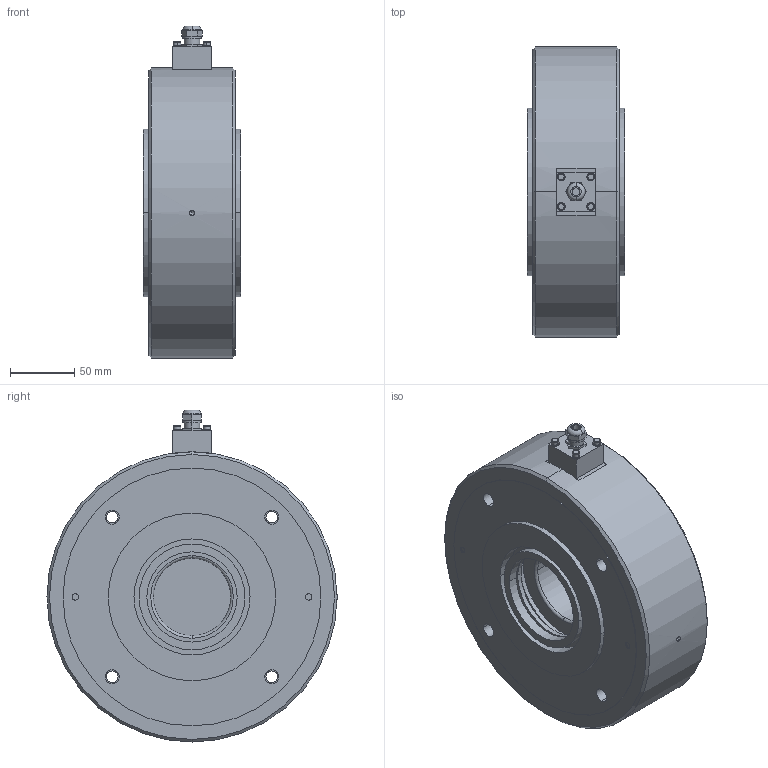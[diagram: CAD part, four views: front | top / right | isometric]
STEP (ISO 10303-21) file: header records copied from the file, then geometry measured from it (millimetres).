
FILE_DESCRIPTION((''),'2;1');
FILE_NAME('31101925_-.stp','2019-10-09T14:48:55',(''),(''),'Mechanical Desktop 2009','Mechanical Desktop 2009',', , ');
FILE_SCHEMA(('CONFIG_CONTROL_DESIGN'));
Length unit declared in the file: millimetre
Products named in the file (34): ZEICHNUNG3; L50036A; L4765504; TEIL1AAA; L49151A; TEIL1AA; I-6KT_SCHRAUBE_M6X60; I-6KT_SCHRAUBE_M6X60A; I-6KT_SCHRAUBE_M3X25A; I-6KT_SCHRAUBE_M3X25; FEDERRING_M3; FEDERRING_M3A; V_RING_V70A; V_RING_V70AA; SICHERUNGSRING_J110; L4340402; TEIL1; L49258A; TEIL1AAAA; PENDELKUGELLAGER_2212TVA; PENDELKUGELLAGER_2212TV; KABELVERSCHRAUBUNG_PG7A; KABELVERSCHRAUBUNG_PG7; L49083; TEIL1A; L50036; L49151; L49258; RM_SDB; L49026; TEIL1AAAAA; FLANSCHDOSE_14S-2P_4-POLIGA; FLANSCHDOSE_14S-2P_4-POLIG; RM_SDBA
Assembly tree (38 placements, depth 4):
  ZEICHNUNG3
    L50036A
      L4765504
        TEIL1AAA
      L49151A
        TEIL1AA
      I-6KT_SCHRAUBE_M6X60  x2
        I-6KT_SCHRAUBE_M6X60A
      I-6KT_SCHRAUBE_M3X25A  x4
        I-6KT_SCHRAUBE_M3X25
      FEDERRING_M3  x4
        FEDERRING_M3A
      V_RING_V70A
        V_RING_V70AA
      SICHERUNGSRING_J110
      L4340402  x2
        TEIL1
      L49258A
        TEIL1AAAA
      PENDELKUGELLAGER_2212TVA
        PENDELKUGELLAGER_2212TV
      KABELVERSCHRAUBUNG_PG7A
        KABELVERSCHRAUBUNG_PG7
      L49083
        TEIL1A
    L50036
      L49151
      L49258
    RM_SDB  x3
  L49026
  TEIL1AAAAA
  FLANSCHDOSE_14S-2P_4-POLIGA
  FLANSCHDOSE_14S-2P_4-POLIG
Bounding box: 75.9 x 225 x 257.5 mm (x, y, z)
Volume: 2356284.4 mm3; surface area: 385592.9 mm2
Topology: 20 solids, 20 shells, 369 faces, 877 edges, 577 vertices
Faces by surface type: cylinder 200, plane 113, cone 32, torus 22, bspline 2
Entity records: 9709 total; most frequent: DIRECTION 1745, CARTESIAN_POINT 1692, ORIENTED_EDGE 1346, AXIS2_PLACEMENT_3D 736, EDGE_CURVE 673, VERTEX_POINT 443, CIRCLE 396, EDGE_LOOP 386
